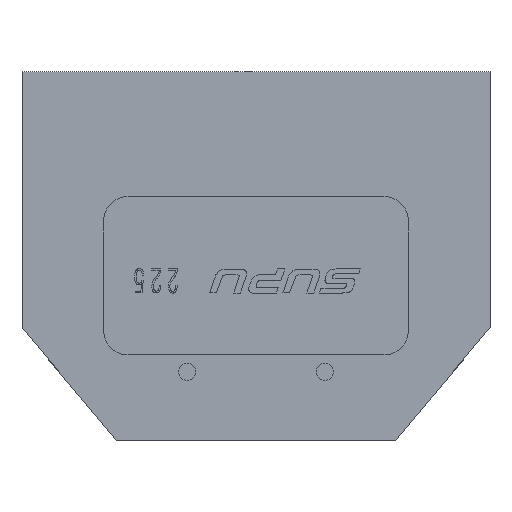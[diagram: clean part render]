
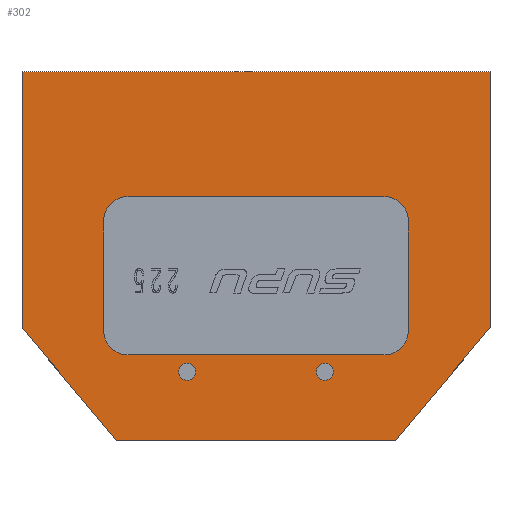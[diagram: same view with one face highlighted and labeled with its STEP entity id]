
A CAD part, top view. The second image highlights one B-rep face of the part: STEP entity #302.
In plain terms, the highlighted planar face has unit normal (0, 0, 1).
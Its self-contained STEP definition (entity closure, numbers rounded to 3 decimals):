
#120=FACE_BOUND('',#630,.T.);
#121=FACE_BOUND('',#631,.T.);
#122=FACE_BOUND('',#632,.T.);
#123=FACE_BOUND('',#633,.T.);
#128=CIRCLE('',#2503,2.);
#129=CIRCLE('',#2506,2.);
#130=CIRCLE('',#2509,2.);
#131=CIRCLE('',#2512,2.);
#133=CIRCLE('',#2520,0.7);
#135=CIRCLE('',#2523,0.7);
#136=CIRCLE('',#2525,0.7);
#137=CIRCLE('',#2526,0.7);
#302=ADVANCED_FACE('',(#120,#121,#122,#123),#377,.T.);
#377=PLANE('',#2527);
#630=EDGE_LOOP('',(#1369,#1370,#1371,#1372,#1373,#1374));
#631=EDGE_LOOP('',(#1375,#1376));
#632=EDGE_LOOP('',(#1377,#1378));
#633=EDGE_LOOP('',(#1379,#1380,#1381,#1382,#1383,#1384,#1385,#1386));
#1369=ORIENTED_EDGE('',*,*,#1959,.T.);
#1370=ORIENTED_EDGE('',*,*,#1966,.T.);
#1371=ORIENTED_EDGE('',*,*,#1954,.T.);
#1372=ORIENTED_EDGE('',*,*,#1951,.T.);
#1373=ORIENTED_EDGE('',*,*,#1948,.T.);
#1374=ORIENTED_EDGE('',*,*,#1944,.T.);
#1375=ORIENTED_EDGE('',*,*,#1963,.F.);
#1376=ORIENTED_EDGE('',*,*,#1965,.F.);
#1377=ORIENTED_EDGE('',*,*,#1967,.F.);
#1378=ORIENTED_EDGE('',*,*,#1968,.F.);
#1379=ORIENTED_EDGE('',*,*,#1943,.T.);
#1380=ORIENTED_EDGE('',*,*,#1941,.F.);
#1381=ORIENTED_EDGE('',*,*,#1939,.T.);
#1382=ORIENTED_EDGE('',*,*,#1937,.F.);
#1383=ORIENTED_EDGE('',*,*,#1935,.T.);
#1384=ORIENTED_EDGE('',*,*,#1933,.F.);
#1385=ORIENTED_EDGE('',*,*,#1931,.T.);
#1386=ORIENTED_EDGE('',*,*,#1929,.F.);
#1607=VERTEX_POINT('',#6126);
#1608=VERTEX_POINT('',#6128);
#1609=VERTEX_POINT('',#6132);
#1610=VERTEX_POINT('',#6136);
#1611=VERTEX_POINT('',#6140);
#1612=VERTEX_POINT('',#6144);
#1613=VERTEX_POINT('',#6148);
#1614=VERTEX_POINT('',#6152);
#1615=VERTEX_POINT('',#6158);
#1616=VERTEX_POINT('',#6159);
#1619=VERTEX_POINT('',#6167);
#1621=VERTEX_POINT('',#6173);
#1623=VERTEX_POINT('',#6179);
#1626=VERTEX_POINT('',#6187);
#1628=VERTEX_POINT('',#6192);
#1630=VERTEX_POINT('',#6196);
#1631=VERTEX_POINT('',#6204);
#1632=VERTEX_POINT('',#6205);
#1929=EDGE_CURVE('',#1607,#1608,#2173,.T.);
#1931=EDGE_CURVE('',#1609,#1608,#128,.T.);
#1933=EDGE_CURVE('',#1609,#1610,#2176,.T.);
#1935=EDGE_CURVE('',#1611,#1610,#129,.T.);
#1937=EDGE_CURVE('',#1611,#1612,#2179,.T.);
#1939=EDGE_CURVE('',#1613,#1612,#130,.T.);
#1941=EDGE_CURVE('',#1613,#1614,#2182,.T.);
#1943=EDGE_CURVE('',#1607,#1614,#131,.T.);
#1944=EDGE_CURVE('',#1615,#1616,#2184,.T.);
#1948=EDGE_CURVE('',#1619,#1615,#2188,.T.);
#1951=EDGE_CURVE('',#1621,#1619,#2191,.T.);
#1954=EDGE_CURVE('',#1623,#1621,#2194,.T.);
#1959=EDGE_CURVE('',#1616,#1626,#2199,.T.);
#1963=EDGE_CURVE('',#1630,#1628,#133,.T.);
#1965=EDGE_CURVE('',#1628,#1630,#135,.T.);
#1966=EDGE_CURVE('',#1626,#1623,#2202,.T.);
#1967=EDGE_CURVE('',#1631,#1632,#136,.T.);
#1968=EDGE_CURVE('',#1632,#1631,#137,.T.);
#2173=LINE('',#6127,#2405);
#2176=LINE('',#6135,#2408);
#2179=LINE('',#6143,#2411);
#2182=LINE('',#6151,#2414);
#2184=LINE('',#6157,#2416);
#2188=LINE('',#6166,#2420);
#2191=LINE('',#6172,#2423);
#2194=LINE('',#6178,#2426);
#2199=LINE('',#6188,#2431);
#2202=LINE('',#6202,#2434);
#2405=VECTOR('',#2863,1.);
#2408=VECTOR('',#2872,1.);
#2411=VECTOR('',#2881,1.);
#2414=VECTOR('',#2890,1.);
#2416=VECTOR('',#2898,1.);
#2420=VECTOR('',#2904,1.);
#2423=VECTOR('',#2909,1.);
#2426=VECTOR('',#2914,1.);
#2431=VECTOR('',#2921,1.);
#2434=VECTOR('',#2938,1.);
#2503=AXIS2_PLACEMENT_3D('',#6131,#2867,#2868);
#2506=AXIS2_PLACEMENT_3D('',#6139,#2876,#2877);
#2509=AXIS2_PLACEMENT_3D('',#6147,#2885,#2886);
#2512=AXIS2_PLACEMENT_3D('',#6155,#2894,#2895);
#2520=AXIS2_PLACEMENT_3D('',#6197,#2928,#2929);
#2523=AXIS2_PLACEMENT_3D('',#6200,#2934,#2935);
#2525=AXIS2_PLACEMENT_3D('',#6203,#2939,#2940);
#2526=AXIS2_PLACEMENT_3D('',#6206,#2941,#2942);
#2527=AXIS2_PLACEMENT_3D('',#6207,#2943,#2944);
#2863=DIRECTION('',(-1.,0.,0.));
#2867=DIRECTION('',(0.,0.,-1.));
#2868=DIRECTION('',(-1.,0.,0.));
#2872=DIRECTION('',(0.,-1.,0.));
#2876=DIRECTION('',(0.,0.,-1.));
#2877=DIRECTION('',(0.,-1.,0.));
#2881=DIRECTION('',(1.,0.,0.));
#2885=DIRECTION('',(0.,0.,-1.));
#2886=DIRECTION('',(1.,0.,0.));
#2890=DIRECTION('',(0.,1.,0.));
#2894=DIRECTION('',(0.,0.,-1.));
#2895=DIRECTION('',(0.,1.,0.));
#2898=DIRECTION('',(0.,1.,0.));
#2904=DIRECTION('',(0.643,0.766,0.));
#2909=DIRECTION('',(1.,0.,0.));
#2914=DIRECTION('',(0.643,-0.766,0.));
#2921=DIRECTION('',(-1.,0.,0.));
#2928=DIRECTION('',(0.,0.,1.));
#2929=DIRECTION('',(1.,0.,0.));
#2934=DIRECTION('',(0.,0.,1.));
#2935=DIRECTION('',(-1.,0.,0.));
#2938=DIRECTION('',(0.,-1.,0.));
#2939=DIRECTION('',(0.,0.,1.));
#2940=DIRECTION('',(1.,0.,0.));
#2941=DIRECTION('',(0.,0.,1.));
#2942=DIRECTION('',(-1.,0.,0.));
#2943=DIRECTION('',(0.,0.,1.));
#2944=DIRECTION('',(1.,0.,0.));
#6126=CARTESIAN_POINT('',(10.5,-10.25,7.5));
#6127=CARTESIAN_POINT('',(10.5,-10.25,7.5));
#6128=CARTESIAN_POINT('',(-10.5,-10.25,7.5));
#6131=CARTESIAN_POINT('',(-10.5,-12.25,7.5));
#6132=CARTESIAN_POINT('',(-12.5,-12.25,7.5));
#6135=CARTESIAN_POINT('',(-12.5,-12.25,7.5));
#6136=CARTESIAN_POINT('',(-12.5,-21.25,7.5));
#6139=CARTESIAN_POINT('',(-10.5,-21.25,7.5));
#6140=CARTESIAN_POINT('',(-10.5,-23.25,7.5));
#6143=CARTESIAN_POINT('',(-10.5,-23.25,7.5));
#6144=CARTESIAN_POINT('',(10.5,-23.25,7.5));
#6147=CARTESIAN_POINT('',(10.5,-21.25,7.5));
#6148=CARTESIAN_POINT('',(12.5,-21.25,7.5));
#6151=CARTESIAN_POINT('',(12.5,-21.25,7.5));
#6152=CARTESIAN_POINT('',(12.5,-12.25,7.5));
#6155=CARTESIAN_POINT('',(10.5,-12.25,7.5));
#6157=CARTESIAN_POINT('',(19.2,-21.019,7.5));
#6158=CARTESIAN_POINT('',(19.2,-21.019,7.5));
#6159=CARTESIAN_POINT('',(19.2,0.,7.5));
#6166=CARTESIAN_POINT('',(11.454,-30.25,7.5));
#6167=CARTESIAN_POINT('',(11.454,-30.25,7.5));
#6172=CARTESIAN_POINT('',(-11.454,-30.25,7.5));
#6173=CARTESIAN_POINT('',(-11.454,-30.25,7.5));
#6178=CARTESIAN_POINT('',(-19.2,-21.019,7.5));
#6179=CARTESIAN_POINT('',(-19.2,-21.019,7.5));
#6187=CARTESIAN_POINT('',(-19.2,0.,7.5));
#6188=CARTESIAN_POINT('',(19.2,0.,7.5));
#6192=CARTESIAN_POINT('',(4.95,-24.62,7.5));
#6196=CARTESIAN_POINT('',(6.35,-24.62,7.5));
#6197=CARTESIAN_POINT('',(5.65,-24.62,7.5));
#6200=CARTESIAN_POINT('',(5.65,-24.62,7.5));
#6202=CARTESIAN_POINT('',(-19.2,0.,7.5));
#6203=CARTESIAN_POINT('',(-5.65,-24.62,7.5));
#6204=CARTESIAN_POINT('',(-4.95,-24.62,7.5));
#6205=CARTESIAN_POINT('',(-6.35,-24.62,7.5));
#6206=CARTESIAN_POINT('',(-5.65,-24.62,7.5));
#6207=CARTESIAN_POINT('',(-19.2,-30.25,7.5));
